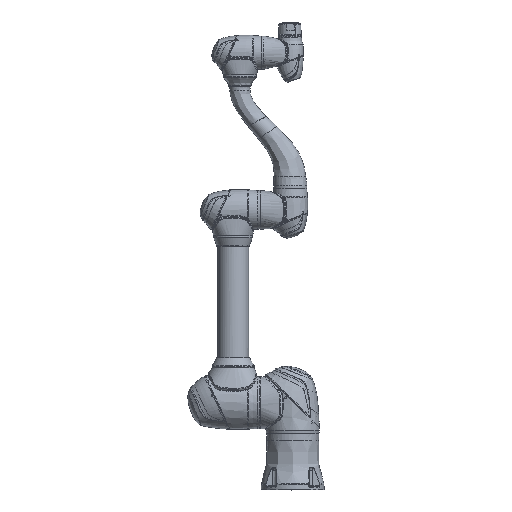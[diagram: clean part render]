
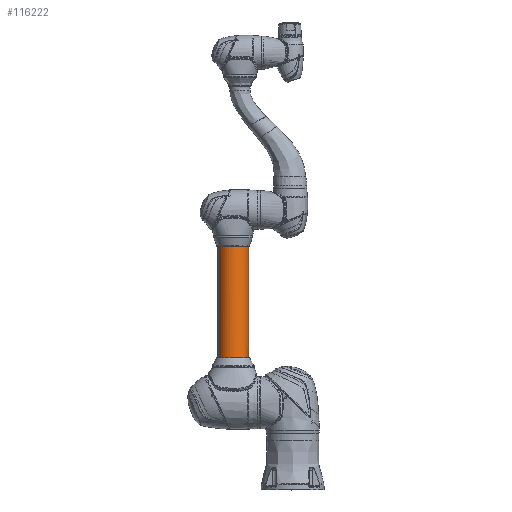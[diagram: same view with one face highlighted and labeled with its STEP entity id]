
A CAD part, front view. The second image highlights one B-rep face of the part: STEP entity #116222.
In plain terms, the highlighted cylindrical face has radius 61 mm (diameter 122 mm), a partial arc.
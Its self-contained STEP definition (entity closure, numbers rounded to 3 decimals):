
#115651=CARTESIAN_POINT('Vertex',(-288.655,-29.245,521.496)) ;
#115653=CARTESIAN_POINT('Vertex',(-181.59,29.245,521.496)) ;
#115656=CARTESIAN_POINT('Axis2P3D Location',(-235.123,0.,521.496)) ;
#116168=CARTESIAN_POINT('Line Origine',(-181.59,29.245,743.8)) ;
#116172=CARTESIAN_POINT('Vertex',(-181.59,29.245,960.854)) ;
#116175=CARTESIAN_POINT('Line Origine',(-288.655,-29.245,743.8)) ;
#116179=CARTESIAN_POINT('Vertex',(-288.655,-29.245,960.854)) ;
#116194=CARTESIAN_POINT('Axis2P3D Location',(-235.123,0.,743.8)) ;
#116200=CARTESIAN_POINT('Control Point',(-288.655,-29.245,960.854)) ;
#116201=CARTESIAN_POINT('Control Point',(-284.061,-37.654,960.854)) ;
#116202=CARTESIAN_POINT('Control Point',(-277.817,-45.161,960.854)) ;
#116203=CARTESIAN_POINT('Control Point',(-270.156,-51.332,960.854)) ;
#116204=CARTESIAN_POINT('Control Point',(-252.826,-60.338,960.854)) ;
#116205=CARTESIAN_POINT('Control Point',(-233.378,-62.123,960.854)) ;
#116206=CARTESIAN_POINT('Control Point',(-223.598,-61.069,960.854)) ;
#116207=CARTESIAN_POINT('Control Point',(-204.976,-55.184,960.854)) ;
#116208=CARTESIAN_POINT('Control Point',(-189.962,-42.694,960.854)) ;
#116209=CARTESIAN_POINT('Control Point',(-183.791,-35.033,960.854)) ;
#116210=CARTESIAN_POINT('Control Point',(-174.785,-17.704,960.854)) ;
#116211=CARTESIAN_POINT('Control Point',(-173.,1.744,960.854)) ;
#116212=CARTESIAN_POINT('Control Point',(-174.054,11.525,960.854)) ;
#116213=CARTESIAN_POINT('Control Point',(-176.996,20.836,960.854)) ;
#116214=CARTESIAN_POINT('Control Point',(-181.59,29.245,960.854)) ;
#115657=DIRECTION('Axis2P3D Direction',(0.,0.,-1.)) ;
#116169=DIRECTION('Vector Direction',(0.,0.,1.)) ;
#116176=DIRECTION('Vector Direction',(0.,0.,1.)) ;
#116195=DIRECTION('Axis2P3D Direction',(0.,0.,1.)) ;
#116196=DIRECTION('Axis2P3D XDirection',(-0.878,-0.479,0.)) ;
#115658=AXIS2_PLACEMENT_3D('Circle Axis2P3D',#115656,#115657,$) ;
#116197=AXIS2_PLACEMENT_3D('Cylinder Axis2P3D',#116194,#116195,#116196) ;
#116217=ORIENTED_EDGE('',*,*,#116181,.T.) ;
#116218=ORIENTED_EDGE('',*,*,#115660,.F.) ;
#116219=ORIENTED_EDGE('',*,*,#116174,.F.) ;
#116220=ORIENTED_EDGE('',*,*,#116215,.T.) ;
#116170=VECTOR('Line Direction',#116169,1.) ;
#116177=VECTOR('Line Direction',#116176,1.) ;
#116222=ADVANCED_FACE('PartBody',(#116221),#116198,.T.) ;
#116199=B_SPLINE_CURVE_WITH_KNOTS('',5,(#116200,#116201,#116202,#116203,#116204,#116205,#116206,#116207,#116208,#116209,#116210,#116211,#116212,#116213,#116214),.UNSPECIFIED.,.F.,.U.,(6,3,3,3,6),(-95.819,-47.909,0.,47.909,95.819),.UNSPECIFIED.) ;
#115659=CIRCLE('generated circle',#115658,61.) ;
#116198=CYLINDRICAL_SURFACE('generated cylinder',#116197,61.) ;
#115660=EDGE_CURVE('',#115654,#115652,#115659,.T.) ;
#116174=EDGE_CURVE('',#116173,#115654,#116171,.F.) ;
#116181=EDGE_CURVE('',#116180,#115652,#116178,.F.) ;
#116215=EDGE_CURVE('',#116173,#116180,#116199,.F.) ;
#116216=EDGE_LOOP('',(#116217,#116218,#116219,#116220)) ;
#116221=FACE_OUTER_BOUND('',#116216,.T.) ;
#116171=LINE('Line',#116168,#116170) ;
#116178=LINE('Line',#116175,#116177) ;
#115652=VERTEX_POINT('',#115651) ;
#115654=VERTEX_POINT('',#115653) ;
#116173=VERTEX_POINT('',#116172) ;
#116180=VERTEX_POINT('',#116179) ;
